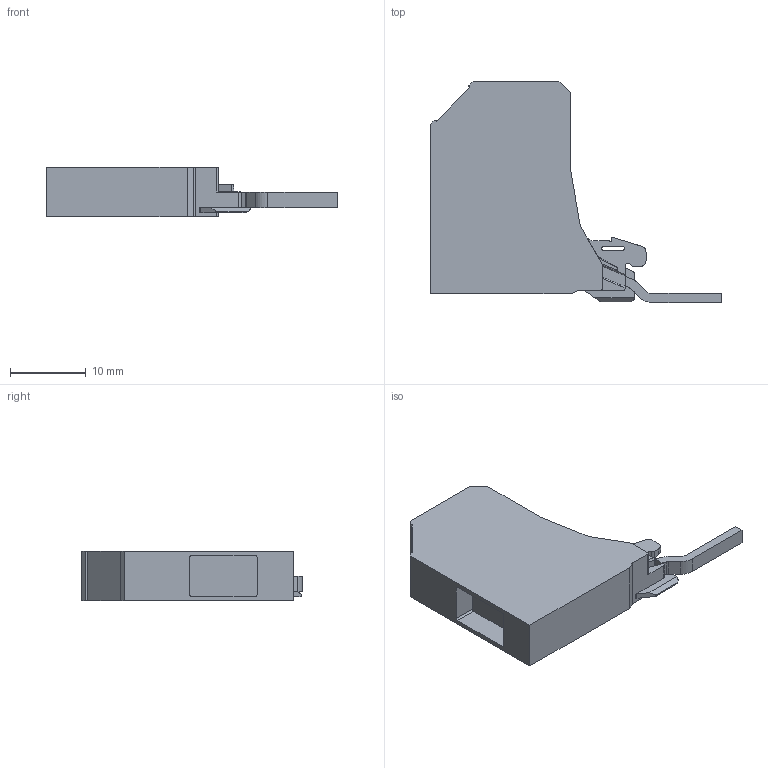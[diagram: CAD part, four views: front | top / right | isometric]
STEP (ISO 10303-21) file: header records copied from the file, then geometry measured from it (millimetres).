
FILE_DESCRIPTION((''),'2;1');
FILE_NAME('SMAG_6040_STEP','2012-03-06T',('Stollb'),(''),'PRO/ENGINEER BY PARAMETRIC TECHNOLOGY CORPORATION, 2007390','PRO/ENGINEER BY PARAMETRIC TECHNOLOGY CORPORATION, 2007390','');
FILE_SCHEMA(('CONFIG_CONTROL_DESIGN'));
Length unit declared in the file: millimetre
Products named in the file (1): SMAG_6040_STEP
Bounding box: 38.5 x 29.2 x 6.6 mm (x, y, z)
Volume: 3429.2 mm3; surface area: 2007.4 mm2
Topology: 1 solids, 1 shells, 113 faces, 321 edges, 210 vertices
Faces by surface type: plane 69, cylinder 37, cone 3, torus 2, sphere 2
Entity records: 3728 total; most frequent: CARTESIAN_POINT 702, ORIENTED_EDGE 638, DIRECTION 613, EDGE_CURVE 319, VECTOR 229, LINE 229, VERTEX_POINT 210, AXIS2_PLACEMENT_3D 192
